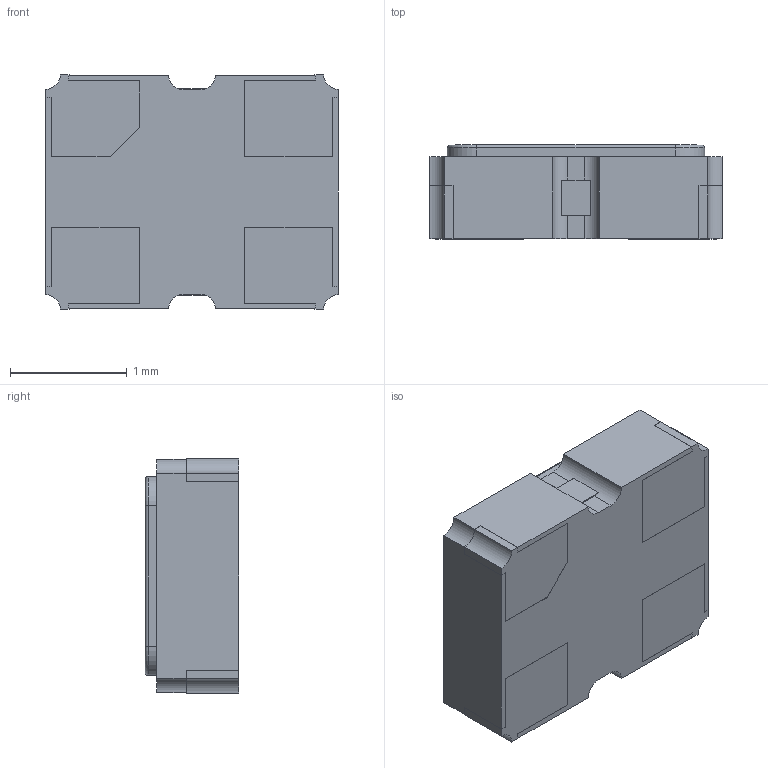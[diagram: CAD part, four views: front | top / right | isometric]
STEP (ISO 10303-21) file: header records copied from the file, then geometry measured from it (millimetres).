
FILE_DESCRIPTION (( 'STEP AP214' ), '1' );
FILE_NAME ('User Library-SG-210 STF.STEP', '2019-04-12T00:06:50', ( '' ), ( '' ), 'SwSTEP 2.0', 'SolidWorks 2019', '' );
FILE_SCHEMA (( 'AUTOMOTIVE_DESIGN' ));
Length unit declared in the file: millimetre
Products named in the file (1): User Library-SG-210 STF
Bounding box: 2.5 x 0.8 x 2 mm (x, y, z)
Volume: 3.8 mm3; surface area: 16.8 mm2
Topology: 1 solids, 1 shells, 206 faces, 562 edges, 372 vertices
Faces by surface type: plane 117, bspline 57, cylinder 28, torus 4
Entity records: 11741 total; most frequent: CARTESIAN_POINT 4774, ORIENTED_EDGE 1124, DIRECTION 824, EDGE_CURVE 562, VERTEX_POINT 372, VECTOR 372, LINE 372, AXIS2_PLACEMENT_3D 226
